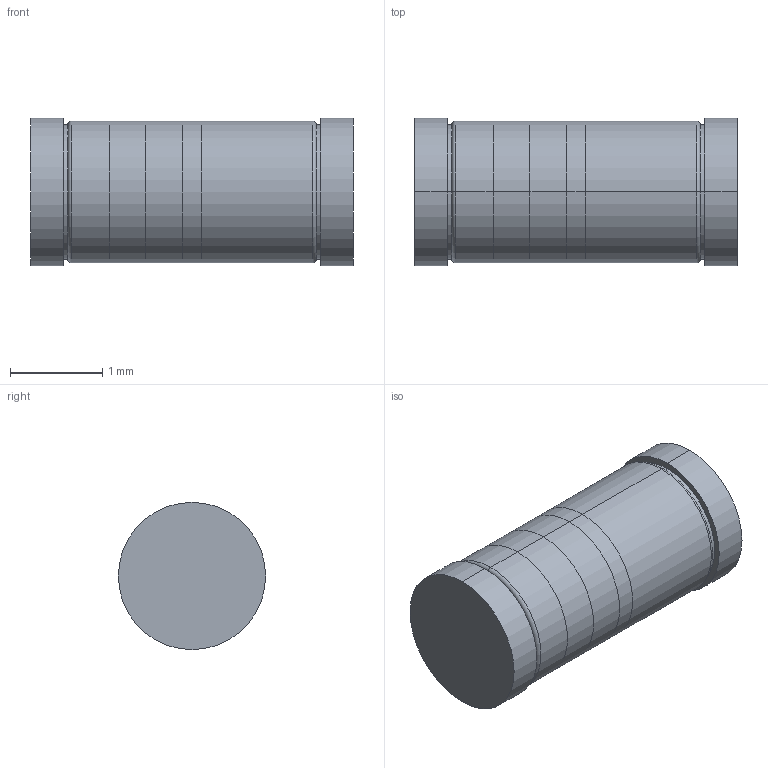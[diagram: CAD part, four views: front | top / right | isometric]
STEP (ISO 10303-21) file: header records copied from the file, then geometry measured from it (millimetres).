
FILE_DESCRIPTION (( 'STEP AP214' ), '1' );
FILE_NAME ('BAV103 L0.STEP', '2022-01-12T13:21:12', ( '' ), ( '' ), 'SwSTEP 2.0', 'SolidWorks 2017', '' );
FILE_SCHEMA (( 'AUTOMOTIVE_DESIGN' ));
Length unit declared in the file: millimetre
Products named in the file (1): BAV103 L0
Bounding box: 3.5 x 1.6 x 1.6 mm (x, y, z)
Volume: 6.6 mm3; surface area: 43.6 mm2
Topology: 7 solids, 7 shells, 36 faces, 58 edges, 36 vertices
Faces by surface type: cylinder 18, plane 14, torus 4
Entity records: 926 total; most frequent: DIRECTION 172, CARTESIAN_POINT 131, ORIENTED_EDGE 116, AXIS2_PLACEMENT_3D 77, EDGE_CURVE 58, CIRCLE 40, FACE_OUTER_BOUND 36, ADVANCED_FACE 36
